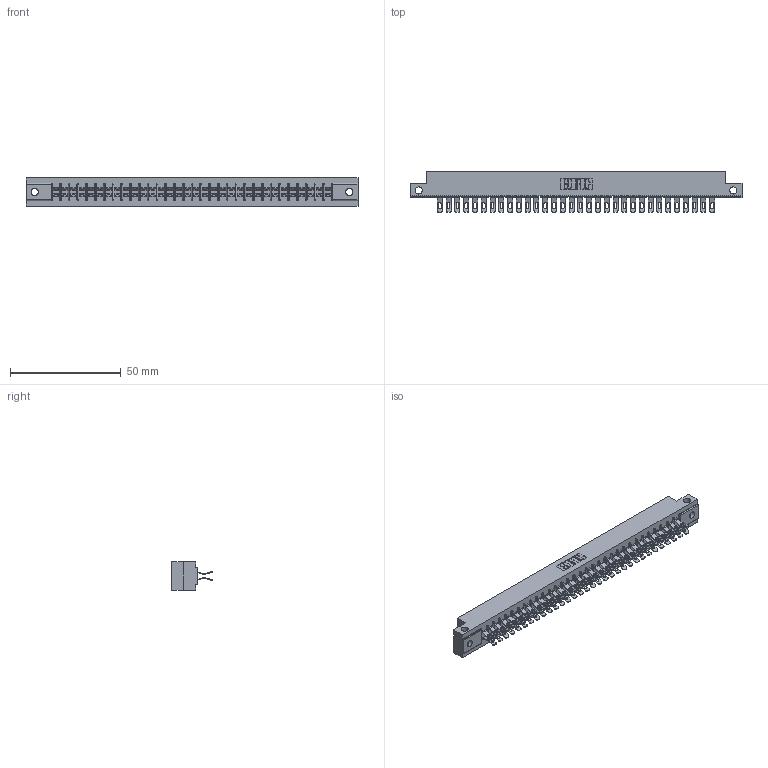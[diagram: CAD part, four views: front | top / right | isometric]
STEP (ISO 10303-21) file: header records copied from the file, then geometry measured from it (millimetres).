
FILE_DESCRIPTION (( 'STEP AP203' ), '1' );
FILE_NAME ('355-064-555-512.STEP', '2020-09-20T09:01:38', ( '' ), ( '' ), 'SwSTEP 2.0', 'SolidWorks 2020', '' );
FILE_SCHEMA (( 'CONFIG_CONTROL_DESIGN' ));
Length unit declared in the file: inch
Products named in the file (3): 305 Part_.128 Dia; 355-064-555-512; 305-290-001_555
Assembly tree (65 placements, depth 2):
  355-064-555-512
    305 Part_.128 Dia
    305-290-001_555  x64
Bounding box: 149.81 x 18.41 x 12.7 mm (x, y, z)
Volume: 15112.8 mm3; surface area: 20993.6 mm2
Topology: 65 solids, 65 shells, 4352 faces, 12992 edges, 8484 vertices
Faces by surface type: plane 2116, cylinder 2108, sphere 128
Entity records: 36895 total; most frequent: CARTESIAN_POINT 6172, ORIENTED_EDGE 6072, DIRECTION 5912, EDGE_CURVE 3036, LINE 2408, VECTOR 2408, VERTEX_POINT 1932, AXIS2_PLACEMENT_3D 1752
